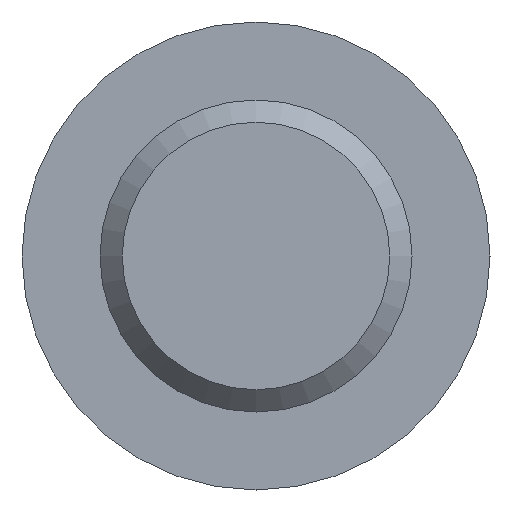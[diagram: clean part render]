
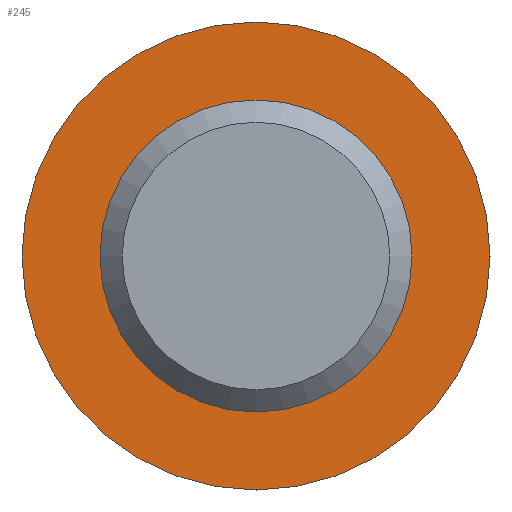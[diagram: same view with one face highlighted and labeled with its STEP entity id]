
A CAD part, front view. The second image highlights one B-rep face of the part: STEP entity #245.
In plain terms, the highlighted planar face has unit normal (0, -1, 0).
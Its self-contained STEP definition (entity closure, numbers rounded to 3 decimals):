
#9 = DIRECTION ( 'NONE',  ( 0., 0., 1. ) ) ;
#11 = VERTEX_POINT ( 'NONE', #311 ) ;
#26 = AXIS2_PLACEMENT_3D ( 'NONE', #179, #174, #269 ) ;
#79 = AXIS2_PLACEMENT_3D ( 'NONE', #91, #390, #511 ) ;
#91 = CARTESIAN_POINT ( 'NONE',  ( 0., 20., 0. ) ) ;
#170 = PLANE ( 'NONE',  #264 ) ;
#174 = DIRECTION ( 'NONE',  ( 0., -1., 0. ) ) ;
#179 = CARTESIAN_POINT ( 'NONE',  ( 0., 20., 0. ) ) ;
#204 = CIRCLE ( 'NONE', #26, 7. ) ;
#227 = CARTESIAN_POINT ( 'NONE',  ( 0., 20., -10.5 ) ) ;
#245 = ADVANCED_FACE ( 'NONE', ( #351, #428 ), #170, .F. ) ;
#248 = CIRCLE ( 'NONE', #79, 10.5 ) ;
#258 = DIRECTION ( 'NONE',  ( 0., 1., 0. ) ) ;
#264 = AXIS2_PLACEMENT_3D ( 'NONE', #381, #258, #9 ) ;
#266 = ORIENTED_EDGE ( 'NONE', *, *, #271, .T. ) ;
#269 = DIRECTION ( 'NONE',  ( 0., 0., -1. ) ) ;
#271 = EDGE_CURVE ( 'NONE', #347, #347, #248, .T. ) ;
#311 = CARTESIAN_POINT ( 'NONE',  ( 0., 20., -7. ) ) ;
#323 = EDGE_LOOP ( 'NONE', ( #536 ) ) ;
#329 = EDGE_LOOP ( 'NONE', ( #266 ) ) ;
#347 = VERTEX_POINT ( 'NONE', #227 ) ;
#351 = FACE_BOUND ( 'NONE', #323, .T. ) ;
#381 = CARTESIAN_POINT ( 'NONE',  ( -7., 20., 0. ) ) ;
#390 = DIRECTION ( 'NONE',  ( 0., -1., 0. ) ) ;
#428 = FACE_OUTER_BOUND ( 'NONE', #329, .T. ) ;
#511 = DIRECTION ( 'NONE',  ( 0., 0., -1. ) ) ;
#524 = EDGE_CURVE ( 'NONE', #11, #11, #204, .T. ) ;
#536 = ORIENTED_EDGE ( 'NONE', *, *, #524, .F. ) ;
